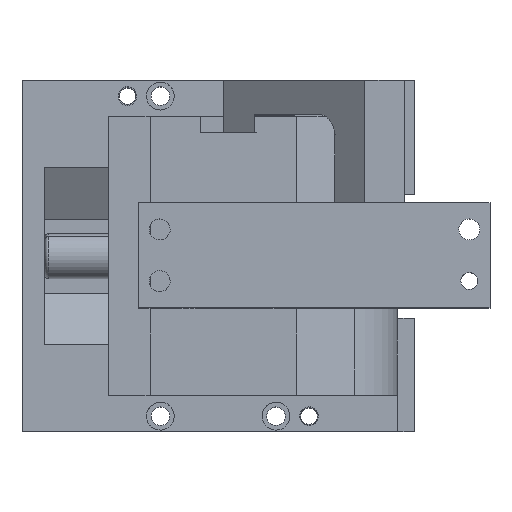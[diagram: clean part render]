
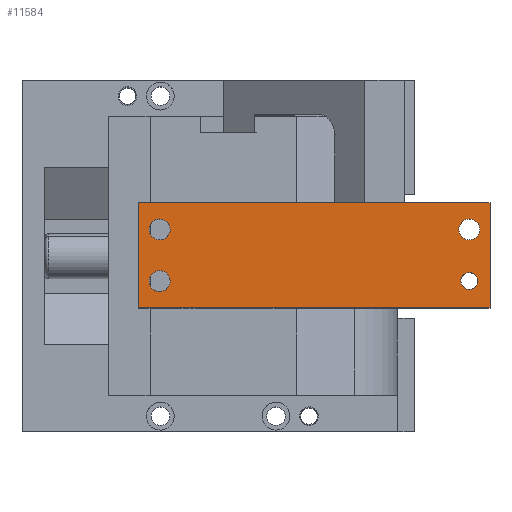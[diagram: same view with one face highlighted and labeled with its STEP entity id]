
A CAD part, top view. The second image highlights one B-rep face of the part: STEP entity #11584.
In plain terms, the highlighted planar face has unit normal (0, 0, 1).
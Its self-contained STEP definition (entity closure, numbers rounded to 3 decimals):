
#11350=CARTESIAN_POINT('Vertex',(-16.098,-11.534,163.)) ;
#11376=CARTESIAN_POINT('Vertex',(-8.902,-15.466,163.)) ;
#11380=CARTESIAN_POINT('Control Point',(-16.098,-11.534,163.)) ;
#11381=CARTESIAN_POINT('Control Point',(-15.789,-10.969,163.)) ;
#11382=CARTESIAN_POINT('Control Point',(-15.37,-10.465,163.)) ;
#11383=CARTESIAN_POINT('Control Point',(-14.855,-10.05,163.)) ;
#11384=CARTESIAN_POINT('Control Point',(-13.69,-9.445,163.)) ;
#11385=CARTESIAN_POINT('Control Point',(-12.383,-9.325,163.)) ;
#11386=CARTESIAN_POINT('Control Point',(-11.725,-9.395,163.)) ;
#11387=CARTESIAN_POINT('Control Point',(-10.474,-9.791,163.)) ;
#11388=CARTESIAN_POINT('Control Point',(-9.465,-10.63,163.)) ;
#11389=CARTESIAN_POINT('Control Point',(-9.05,-11.145,163.)) ;
#11390=CARTESIAN_POINT('Control Point',(-8.445,-12.31,163.)) ;
#11391=CARTESIAN_POINT('Control Point',(-8.325,-13.617,163.)) ;
#11392=CARTESIAN_POINT('Control Point',(-8.395,-14.275,163.)) ;
#11393=CARTESIAN_POINT('Control Point',(-8.593,-14.9,163.)) ;
#11394=CARTESIAN_POINT('Control Point',(-8.902,-15.466,163.)) ;
#11413=CARTESIAN_POINT('Axis2P3D Location',(-12.5,-13.5,163.)) ;
#11487=CARTESIAN_POINT('Axis2P3D Location',(0.,146.5,163.)) ;
#11492=CARTESIAN_POINT('Line Origine',(0.,-23.5,163.)) ;
#11496=CARTESIAN_POINT('Vertex',(-25.5,-23.5,163.)) ;
#11498=CARTESIAN_POINT('Vertex',(25.5,-23.5,163.)) ;
#11501=CARTESIAN_POINT('Line Origine',(25.5,61.5,163.)) ;
#11505=CARTESIAN_POINT('Vertex',(25.5,146.5,163.)) ;
#11508=CARTESIAN_POINT('Line Origine',(0.,146.5,163.)) ;
#11512=CARTESIAN_POINT('Vertex',(-25.5,146.5,163.)) ;
#11515=CARTESIAN_POINT('Line Origine',(-25.5,61.5,163.)) ;
#11530=CARTESIAN_POINT('Axis2P3D Location',(12.5,-13.5,163.)) ;
#11534=CARTESIAN_POINT('Vertex',(8.024,-11.055,163.)) ;
#11536=CARTESIAN_POINT('Vertex',(16.976,-15.945,163.)) ;
#11539=CARTESIAN_POINT('Axis2P3D Location',(12.5,-13.5,163.)) ;
#11548=CARTESIAN_POINT('Axis2P3D Location',(12.5,136.5,163.)) ;
#11552=CARTESIAN_POINT('Vertex',(16.976,134.055,163.)) ;
#11554=CARTESIAN_POINT('Vertex',(8.024,138.945,163.)) ;
#11557=CARTESIAN_POINT('Axis2P3D Location',(12.5,136.5,163.)) ;
#11566=CARTESIAN_POINT('Axis2P3D Location',(-12.5,136.5,163.)) ;
#11570=CARTESIAN_POINT('Vertex',(-8.024,134.055,163.)) ;
#11572=CARTESIAN_POINT('Vertex',(-16.976,138.945,163.)) ;
#11575=CARTESIAN_POINT('Axis2P3D Location',(-12.5,136.5,163.)) ;
#11414=DIRECTION('Axis2P3D Direction',(0.,-0.,-1.)) ;
#11488=DIRECTION('Axis2P3D Direction',(-0.,0.,1.)) ;
#11489=DIRECTION('Axis2P3D XDirection',(0.,-1.,0.)) ;
#11493=DIRECTION('Vector Direction',(1.,0.,0.)) ;
#11502=DIRECTION('Vector Direction',(0.,1.,0.)) ;
#11509=DIRECTION('Vector Direction',(1.,0.,0.)) ;
#11516=DIRECTION('Vector Direction',(0.,1.,0.)) ;
#11531=DIRECTION('Axis2P3D Direction',(-0.,0.,1.)) ;
#11540=DIRECTION('Axis2P3D Direction',(-0.,0.,1.)) ;
#11549=DIRECTION('Axis2P3D Direction',(-0.,0.,1.)) ;
#11558=DIRECTION('Axis2P3D Direction',(-0.,0.,1.)) ;
#11567=DIRECTION('Axis2P3D Direction',(-0.,0.,1.)) ;
#11576=DIRECTION('Axis2P3D Direction',(-0.,0.,1.)) ;
#11415=AXIS2_PLACEMENT_3D('Circle Axis2P3D',#11413,#11414,$) ;
#11490=AXIS2_PLACEMENT_3D('Plane Axis2P3D',#11487,#11488,#11489) ;
#11532=AXIS2_PLACEMENT_3D('Circle Axis2P3D',#11530,#11531,$) ;
#11541=AXIS2_PLACEMENT_3D('Circle Axis2P3D',#11539,#11540,$) ;
#11550=AXIS2_PLACEMENT_3D('Circle Axis2P3D',#11548,#11549,$) ;
#11559=AXIS2_PLACEMENT_3D('Circle Axis2P3D',#11557,#11558,$) ;
#11568=AXIS2_PLACEMENT_3D('Circle Axis2P3D',#11566,#11567,$) ;
#11577=AXIS2_PLACEMENT_3D('Circle Axis2P3D',#11575,#11576,$) ;
#11521=ORIENTED_EDGE('',*,*,#11500,.T.) ;
#11522=ORIENTED_EDGE('',*,*,#11507,.T.) ;
#11523=ORIENTED_EDGE('',*,*,#11514,.F.) ;
#11524=ORIENTED_EDGE('',*,*,#11519,.F.) ;
#11527=ORIENTED_EDGE('',*,*,#11417,.F.) ;
#11528=ORIENTED_EDGE('',*,*,#11395,.F.) ;
#11545=ORIENTED_EDGE('',*,*,#11538,.F.) ;
#11546=ORIENTED_EDGE('',*,*,#11543,.F.) ;
#11563=ORIENTED_EDGE('',*,*,#11556,.F.) ;
#11564=ORIENTED_EDGE('',*,*,#11561,.F.) ;
#11581=ORIENTED_EDGE('',*,*,#11574,.F.) ;
#11582=ORIENTED_EDGE('',*,*,#11579,.F.) ;
#11529=FACE_BOUND('',#11526,.T.) ;
#11547=FACE_BOUND('',#11544,.T.) ;
#11565=FACE_BOUND('',#11562,.T.) ;
#11583=FACE_BOUND('',#11580,.T.) ;
#11494=VECTOR('Line Direction',#11493,1.) ;
#11503=VECTOR('Line Direction',#11502,1.) ;
#11510=VECTOR('Line Direction',#11509,1.) ;
#11517=VECTOR('Line Direction',#11516,1.) ;
#11584=ADVANCED_FACE('PartBody',(#11525,#11529,#11547,#11565,#11583),#11491,.T.) ;
#11379=B_SPLINE_CURVE_WITH_KNOTS('',5,(#11380,#11381,#11382,#11383,#11384,#11385,#11386,#11387,#11388,#11389,#11390,#11391,#11392,#11393,#11394),.UNSPECIFIED.,.F.,.U.,(6,3,3,3,6),(-6.44,-3.22,0.,3.22,6.44),.UNSPECIFIED.) ;
#11416=CIRCLE('generated circle',#11415,4.1) ;
#11533=CIRCLE('generated circle',#11532,5.1) ;
#11542=CIRCLE('generated circle',#11541,5.1) ;
#11551=CIRCLE('generated circle',#11550,5.1) ;
#11560=CIRCLE('generated circle',#11559,5.1) ;
#11569=CIRCLE('generated circle',#11568,5.1) ;
#11578=CIRCLE('generated circle',#11577,5.1) ;
#11395=EDGE_CURVE('',#11377,#11351,#11379,.F.) ;
#11417=EDGE_CURVE('',#11351,#11377,#11416,.F.) ;
#11500=EDGE_CURVE('',#11497,#11499,#11495,.T.) ;
#11507=EDGE_CURVE('',#11499,#11506,#11504,.T.) ;
#11514=EDGE_CURVE('',#11513,#11506,#11511,.T.) ;
#11519=EDGE_CURVE('',#11497,#11513,#11518,.T.) ;
#11538=EDGE_CURVE('',#11535,#11537,#11533,.T.) ;
#11543=EDGE_CURVE('',#11537,#11535,#11542,.T.) ;
#11556=EDGE_CURVE('',#11553,#11555,#11551,.T.) ;
#11561=EDGE_CURVE('',#11555,#11553,#11560,.T.) ;
#11574=EDGE_CURVE('',#11571,#11573,#11569,.T.) ;
#11579=EDGE_CURVE('',#11573,#11571,#11578,.T.) ;
#11520=EDGE_LOOP('',(#11521,#11522,#11523,#11524)) ;
#11526=EDGE_LOOP('',(#11527,#11528)) ;
#11544=EDGE_LOOP('',(#11545,#11546)) ;
#11562=EDGE_LOOP('',(#11563,#11564)) ;
#11580=EDGE_LOOP('',(#11581,#11582)) ;
#11525=FACE_OUTER_BOUND('',#11520,.T.) ;
#11495=LINE('Line',#11492,#11494) ;
#11504=LINE('Line',#11501,#11503) ;
#11511=LINE('Line',#11508,#11510) ;
#11518=LINE('Line',#11515,#11517) ;
#11491=PLANE('Plane',#11490) ;
#11351=VERTEX_POINT('',#11350) ;
#11377=VERTEX_POINT('',#11376) ;
#11497=VERTEX_POINT('',#11496) ;
#11499=VERTEX_POINT('',#11498) ;
#11506=VERTEX_POINT('',#11505) ;
#11513=VERTEX_POINT('',#11512) ;
#11535=VERTEX_POINT('',#11534) ;
#11537=VERTEX_POINT('',#11536) ;
#11553=VERTEX_POINT('',#11552) ;
#11555=VERTEX_POINT('',#11554) ;
#11571=VERTEX_POINT('',#11570) ;
#11573=VERTEX_POINT('',#11572) ;
